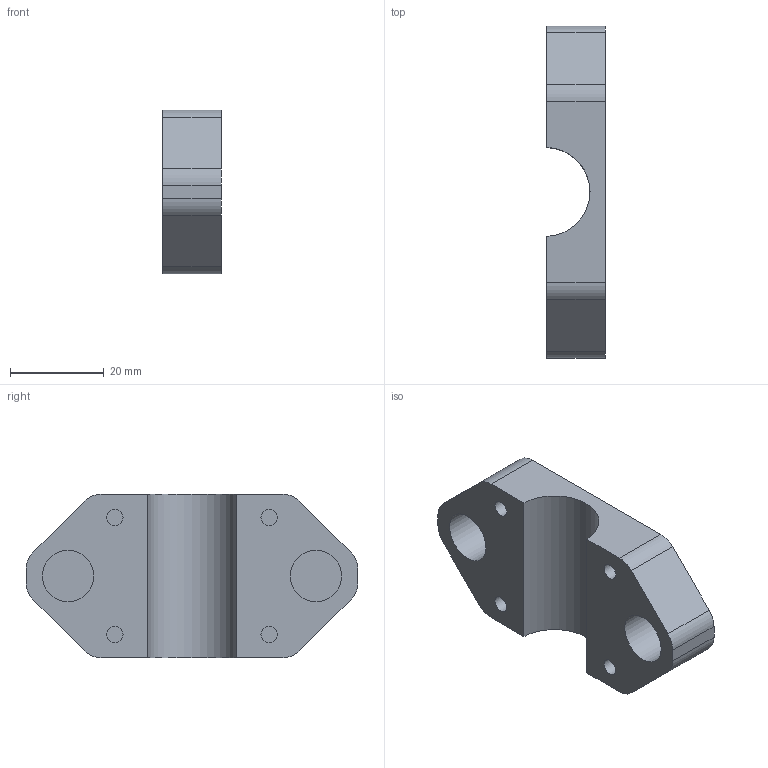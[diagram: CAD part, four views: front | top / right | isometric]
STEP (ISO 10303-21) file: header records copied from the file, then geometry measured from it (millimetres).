
FILE_DESCRIPTION(/* description */ ('STEP AP214'),/* implementation_level */ '2;1');
FILE_NAME(/* name */ '604549396222dc1581ee603e',/* time_stamp */ '2021-03-07T21:44:26+00:00',/* author */ (''),/* organization */ (''),/* preprocessor_version */ 'ST-DEVELOPER v18.1',/* originating_system */ ' ',/* authorisation */ ' ');
FILE_SCHEMA (('AUTOMOTIVE_DESIGN {1 0 10303 214 3 1 1}'));
Length unit declared in the file: metre
Products named in the file (1): Y_carriage_bearing_cover
Bounding box: 12.5 x 71 x 35 mm (x, y, z)
Volume: 19103.2 mm3; surface area: 7663.5 mm2
Topology: 1 solids, 1 shells, 40 faces, 84 edges, 56 vertices
Faces by surface type: plane 21, cylinder 19
Full cylindrical faces by diameter (mm): 3.5 x4, 6 x4, 11 x2
Entity records: 1066 total; most frequent: DIRECTION 194, CARTESIAN_POINT 171, ORIENTED_EDGE 148, AXIS2_PLACEMENT_3D 79, EDGE_CURVE 74, EDGE_LOOP 60, FACE_BOUND 60, VERTEX_POINT 56
